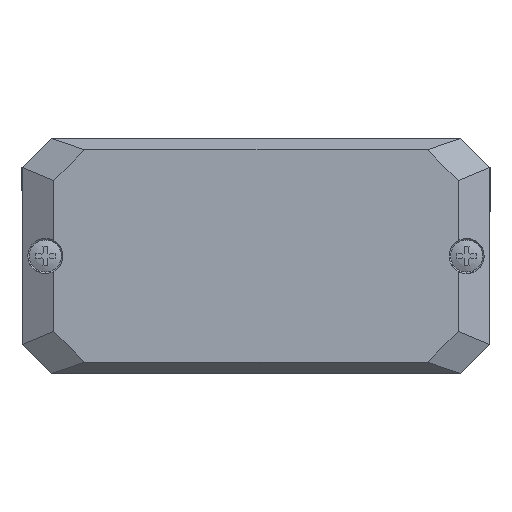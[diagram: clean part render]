
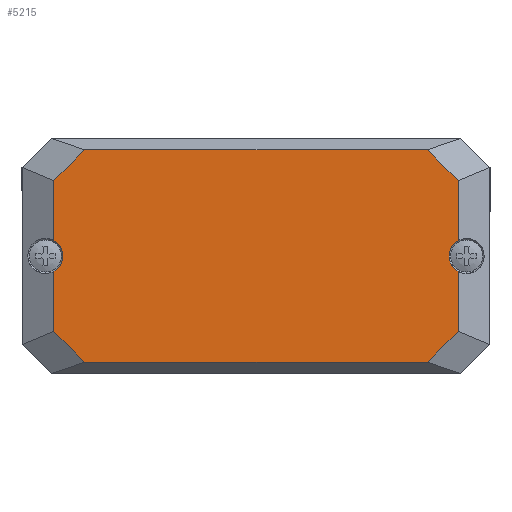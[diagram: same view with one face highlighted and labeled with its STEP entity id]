
A CAD part, front view. The second image highlights one B-rep face of the part: STEP entity #5215.
In plain terms, the highlighted face is planar.
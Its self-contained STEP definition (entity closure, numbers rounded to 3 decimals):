
#413=FACE_OUTER_BOUND('',#693,.T.);
#693=EDGE_LOOP('',(#4466,#4467,#4468,#4469,#4470,#4471,#4472,#4473,#4474,
#4475,#4476,#4477));
#818=CIRCLE('',#5474,3.);
#819=CIRCLE('',#5477,3.);
#1192=LINE('',#7808,#1794);
#1196=LINE('',#7815,#1798);
#1197=LINE('',#7818,#1799);
#1201=LINE('',#7825,#1803);
#1365=LINE('',#8221,#1967);
#1366=LINE('',#8223,#1968);
#1368=LINE('',#8227,#1970);
#1369=LINE('',#8229,#1971);
#1370=LINE('',#8230,#1972);
#1371=LINE('',#8231,#1973);
#1794=VECTOR('',#6379,10.264);
#1798=VECTOR('',#6383,10.264);
#1799=VECTOR('',#6386,10.264);
#1803=VECTOR('',#6390,10.264);
#1967=VECTOR('',#6750,58.616);
#1968=VECTOR('',#6753,7.435);
#1970=VECTOR('',#6757,7.435);
#1971=VECTOR('',#6758,58.616);
#1972=VECTOR('',#6759,7.435);
#1973=VECTOR('',#6760,7.435);
#2322=VERTEX_POINT('',#7797);
#2323=VERTEX_POINT('',#7798);
#2324=VERTEX_POINT('',#7802);
#2325=VERTEX_POINT('',#7803);
#2326=VERTEX_POINT('',#7807);
#2329=VERTEX_POINT('',#7813);
#2330=VERTEX_POINT('',#7817);
#2333=VERTEX_POINT('',#7823);
#2464=VERTEX_POINT('',#8214);
#2467=VERTEX_POINT('',#8219);
#2468=VERTEX_POINT('',#8226);
#2469=VERTEX_POINT('',#8228);
#2945=EDGE_CURVE('',#2323,#2322,#818,.T.);
#2947=EDGE_CURVE('',#2325,#2324,#819,.T.);
#2948=EDGE_CURVE('',#2323,#2326,#1192,.T.);
#2952=EDGE_CURVE('',#2329,#2322,#1196,.T.);
#2953=EDGE_CURVE('',#2325,#2330,#1197,.T.);
#2957=EDGE_CURVE('',#2333,#2324,#1201,.T.);
#3153=EDGE_CURVE('',#2467,#2464,#1365,.T.);
#3154=EDGE_CURVE('',#2464,#2333,#1366,.T.);
#3156=EDGE_CURVE('',#2468,#2329,#1368,.T.);
#3157=EDGE_CURVE('',#2469,#2468,#1369,.T.);
#3158=EDGE_CURVE('',#2330,#2469,#1370,.T.);
#3159=EDGE_CURVE('',#2326,#2467,#1371,.T.);
#4466=ORIENTED_EDGE('',*,*,#2945,.T.);
#4467=ORIENTED_EDGE('',*,*,#2952,.F.);
#4468=ORIENTED_EDGE('',*,*,#3156,.F.);
#4469=ORIENTED_EDGE('',*,*,#3157,.F.);
#4470=ORIENTED_EDGE('',*,*,#3158,.F.);
#4471=ORIENTED_EDGE('',*,*,#2953,.F.);
#4472=ORIENTED_EDGE('',*,*,#2947,.T.);
#4473=ORIENTED_EDGE('',*,*,#2957,.F.);
#4474=ORIENTED_EDGE('',*,*,#3154,.F.);
#4475=ORIENTED_EDGE('',*,*,#3153,.F.);
#4476=ORIENTED_EDGE('',*,*,#3159,.F.);
#4477=ORIENTED_EDGE('',*,*,#2948,.F.);
#4957=PLANE('',#5579);
#5215=ADVANCED_FACE('',(#413),#4957,.T.);
#5474=AXIS2_PLACEMENT_3D('',#7800,#6369,#6370);
#5477=AXIS2_PLACEMENT_3D('',#7805,#6375,#6376);
#5579=AXIS2_PLACEMENT_3D('',#8225,#6755,#6756);
#6369=DIRECTION('center_axis',(0.,-1.,0.));
#6370=DIRECTION('ref_axis',(-1.,0.,0.));
#6375=DIRECTION('center_axis',(0.,-1.,0.));
#6376=DIRECTION('ref_axis',(-1.,0.,0.));
#6379=DIRECTION('',(0.,0.,-1.));
#6383=DIRECTION('',(0.,0.,-1.));
#6386=DIRECTION('',(0.,0.,1.));
#6390=DIRECTION('',(0.,0.,1.));
#6750=DIRECTION('',(1.,0.,0.));
#6753=DIRECTION('',(0.707,0.,0.707));
#6755=DIRECTION('center_axis',(0.,1.,0.));
#6756=DIRECTION('ref_axis',(0.,0.,1.));
#6757=DIRECTION('',(-0.707,0.,-0.707));
#6758=DIRECTION('',(-1.,0.,0.));
#6759=DIRECTION('',(-0.707,0.,0.707));
#6760=DIRECTION('',(0.707,0.,-0.707));
#7797=CARTESIAN_POINT('',(-34.565,9.,22.785));
#7798=CARTESIAN_POINT('',(-34.565,9.,17.515));
#7800=CARTESIAN_POINT('Origin',(-36.,9.,20.15));
#7802=CARTESIAN_POINT('',(34.565,9.,17.515));
#7803=CARTESIAN_POINT('',(34.565,9.,22.785));
#7805=CARTESIAN_POINT('Origin',(36.,9.,20.15));
#7807=CARTESIAN_POINT('',(-34.565,9.,7.251));
#7808=CARTESIAN_POINT('',(-34.565,9.,27.725));
#7813=CARTESIAN_POINT('',(-34.565,9.,33.049));
#7815=CARTESIAN_POINT('',(-34.565,9.,27.725));
#7817=CARTESIAN_POINT('',(34.565,9.,33.049));
#7818=CARTESIAN_POINT('',(34.565,9.,12.575));
#7823=CARTESIAN_POINT('',(34.565,9.,7.251));
#7825=CARTESIAN_POINT('',(34.565,9.,12.575));
#8214=CARTESIAN_POINT('',(29.308,9.,1.994));
#8219=CARTESIAN_POINT('',(-29.308,9.,1.994));
#8221=CARTESIAN_POINT('',(0.,9.,1.994));
#8223=CARTESIAN_POINT('',(27.445,9.,0.13));
#8225=CARTESIAN_POINT('Origin',(0.,9.,20.15));
#8226=CARTESIAN_POINT('',(-29.308,9.,38.306));
#8227=CARTESIAN_POINT('',(-27.445,9.,40.17));
#8228=CARTESIAN_POINT('',(29.308,9.,38.306));
#8229=CARTESIAN_POINT('',(0.,9.,38.306));
#8230=CARTESIAN_POINT('',(29.945,9.,37.67));
#8231=CARTESIAN_POINT('',(-29.945,9.,2.63));
